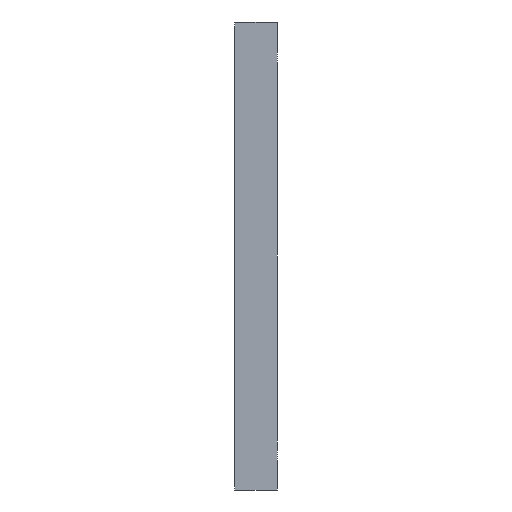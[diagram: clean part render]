
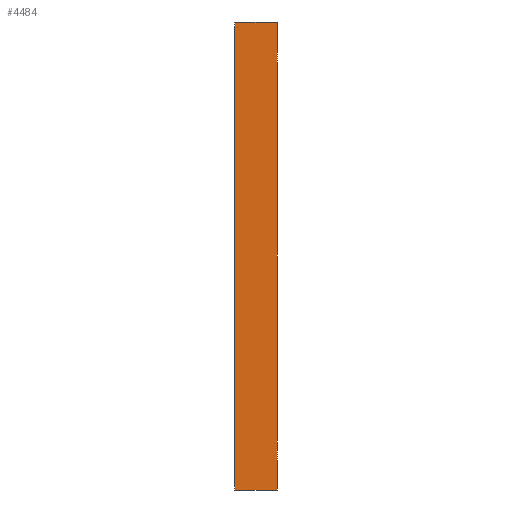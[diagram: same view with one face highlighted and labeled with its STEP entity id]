
A CAD part, left-side view. The second image highlights one B-rep face of the part: STEP entity #4484.
In plain terms, the highlighted planar face has unit normal (-1, 0, 0).
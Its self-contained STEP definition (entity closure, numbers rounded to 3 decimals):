
#255 = DIRECTION ( 'NONE',  ( 0., 0., 1. ) ) ;
#322 = DIRECTION ( 'NONE',  ( 0., 0., 1. ) ) ;
#826 = DIRECTION ( 'NONE',  ( 0., 0., -1. ) ) ;
#1043 = EDGE_CURVE ( 'NONE', #7421, #10639, #8545, .T. ) ;
#1217 = ORIENTED_EDGE ( 'NONE', *, *, #4977, .F. ) ;
#1444 = CARTESIAN_POINT ( 'NONE',  ( -100., 18., -100. ) ) ;
#1607 = ORIENTED_EDGE ( 'NONE', *, *, #7970, .T. ) ;
#2723 = LINE ( 'NONE', #7627, #11668 ) ;
#2752 = CARTESIAN_POINT ( 'NONE',  ( -100., 0., 100. ) ) ;
#3518 = DIRECTION ( 'NONE',  ( 0., -1., 0. ) ) ;
#3872 = CARTESIAN_POINT ( 'NONE',  ( -100., 18., 100. ) ) ;
#3924 = ORIENTED_EDGE ( 'NONE', *, *, #7414, .F. ) ;
#4033 = AXIS2_PLACEMENT_3D ( 'NONE', #9056, #5567, #826 ) ;
#4484 = ADVANCED_FACE ( 'NONE', ( #11830 ), #5386, .F. ) ;
#4764 = LINE ( 'NONE', #3872, #4906 ) ;
#4906 = VECTOR ( 'NONE', #322, 1000. ) ;
#4977 = EDGE_CURVE ( 'NONE', #6663, #5765, #4764, .T. ) ;
#5386 = PLANE ( 'NONE',  #4033 ) ;
#5444 = CARTESIAN_POINT ( 'NONE',  ( -100., 0., -100. ) ) ;
#5567 = DIRECTION ( 'NONE',  ( 1., 0., 0. ) ) ;
#5686 = VECTOR ( 'NONE', #3518, 1000. ) ;
#5765 = VERTEX_POINT ( 'NONE', #10577 ) ;
#6663 = VERTEX_POINT ( 'NONE', #1444 ) ;
#7414 = EDGE_CURVE ( 'NONE', #5765, #10639, #11770, .T. ) ;
#7421 = VERTEX_POINT ( 'NONE', #5444 ) ;
#7627 = CARTESIAN_POINT ( 'NONE',  ( -100., 18., -100. ) ) ;
#7970 = EDGE_CURVE ( 'NONE', #6663, #7421, #2723, .T. ) ;
#8205 = CARTESIAN_POINT ( 'NONE',  ( -100., 18., 100. ) ) ;
#8491 = CARTESIAN_POINT ( 'NONE',  ( -100., 0., 100. ) ) ;
#8537 = DIRECTION ( 'NONE',  ( 0., -1., 0. ) ) ;
#8545 = LINE ( 'NONE', #8491, #8862 ) ;
#8862 = VECTOR ( 'NONE', #255, 1000. ) ;
#9056 = CARTESIAN_POINT ( 'NONE',  ( -100., 18., 100. ) ) ;
#10577 = CARTESIAN_POINT ( 'NONE',  ( -100., 18., 100. ) ) ;
#10639 = VERTEX_POINT ( 'NONE', #2752 ) ;
#11216 = ORIENTED_EDGE ( 'NONE', *, *, #1043, .T. ) ;
#11492 = EDGE_LOOP ( 'NONE', ( #11216, #3924, #1217, #1607 ) ) ;
#11668 = VECTOR ( 'NONE', #8537, 1000. ) ;
#11770 = LINE ( 'NONE', #8205, #5686 ) ;
#11830 = FACE_OUTER_BOUND ( 'NONE', #11492, .T. ) ;
